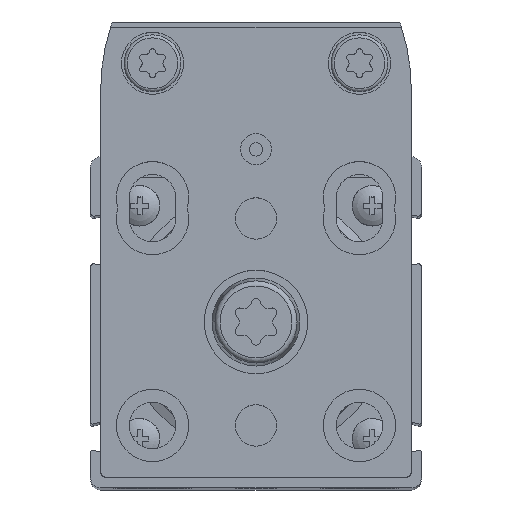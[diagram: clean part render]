
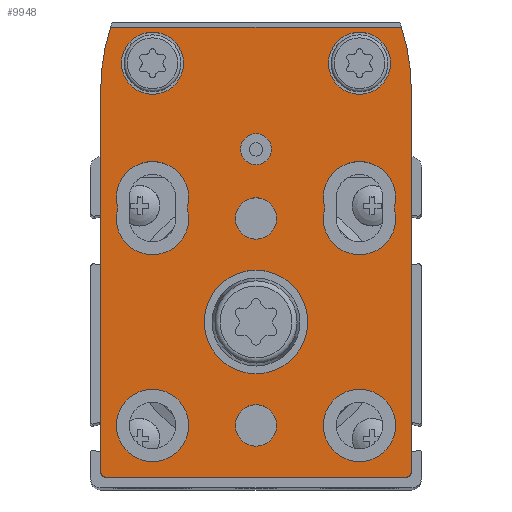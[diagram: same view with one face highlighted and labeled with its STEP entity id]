
A CAD part, top view. The second image highlights one B-rep face of the part: STEP entity #9948.
In plain terms, the highlighted planar face has unit normal (0, 0, 1).
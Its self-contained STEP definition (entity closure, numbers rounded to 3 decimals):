
#449=LINE('',#15449,#1034);
#453=LINE('',#15461,#1038);
#457=LINE('',#15473,#1042);
#462=LINE('',#15484,#1047);
#1034=VECTOR('',#12764,1000.);
#1038=VECTOR('',#12776,1000.);
#1042=VECTOR('',#12788,1000.);
#1047=VECTOR('',#12801,1000.);
#1391=PLANE('',#10797);
#1982=CIRCLE('',#10783,19.5);
#1984=CIRCLE('',#10787,0.5);
#1986=CIRCLE('',#10791,0.5);
#1988=CIRCLE('',#10795,19.5);
#1989=CIRCLE('',#10798,3.);
#1990=CIRCLE('',#10799,3.);
#1991=CIRCLE('',#10800,2.);
#1992=CIRCLE('',#10801,2.);
#1993=CIRCLE('',#10802,3.5);
#1994=CIRCLE('',#10803,3.5);
#1995=CIRCLE('',#10804,3.5);
#1996=CIRCLE('',#10805,3.5);
#1997=CIRCLE('',#10806,5.);
#1998=CIRCLE('',#10807,3.5);
#1999=CIRCLE('',#10808,3.5);
#2000=CIRCLE('',#10809,1.5);
#3457=ORIENTED_EDGE('',*,*,#5234,.T.);
#3458=ORIENTED_EDGE('',*,*,#5235,.T.);
#3459=ORIENTED_EDGE('',*,*,#5236,.F.);
#3460=ORIENTED_EDGE('',*,*,#5237,.F.);
#3461=ORIENTED_EDGE('',*,*,#5238,.F.);
#3462=ORIENTED_EDGE('',*,*,#5239,.F.);
#3463=ORIENTED_EDGE('',*,*,#5240,.F.);
#3464=ORIENTED_EDGE('',*,*,#5241,.F.);
#3465=ORIENTED_EDGE('',*,*,#5242,.T.);
#3466=ORIENTED_EDGE('',*,*,#5243,.T.);
#3467=ORIENTED_EDGE('',*,*,#5244,.T.);
#3468=ORIENTED_EDGE('',*,*,#5245,.F.);
#3469=ORIENTED_EDGE('',*,*,#5210,.T.);
#3470=ORIENTED_EDGE('',*,*,#5214,.T.);
#3471=ORIENTED_EDGE('',*,*,#5217,.T.);
#3472=ORIENTED_EDGE('',*,*,#5220,.T.);
#3473=ORIENTED_EDGE('',*,*,#5223,.T.);
#3474=ORIENTED_EDGE('',*,*,#5226,.T.);
#3475=ORIENTED_EDGE('',*,*,#5229,.T.);
#3476=ORIENTED_EDGE('',*,*,#5233,.T.);
#5210=EDGE_CURVE('',#6208,#6207,#1982,.T.);
#5214=EDGE_CURVE('',#6207,#6210,#449,.T.);
#5217=EDGE_CURVE('',#6210,#6212,#1984,.T.);
#5220=EDGE_CURVE('',#6212,#6214,#453,.T.);
#5223=EDGE_CURVE('',#6214,#6216,#1986,.T.);
#5226=EDGE_CURVE('',#6216,#6218,#457,.T.);
#5229=EDGE_CURVE('',#6218,#6220,#1988,.T.);
#5233=EDGE_CURVE('',#6220,#6208,#462,.T.);
#5234=EDGE_CURVE('',#6221,#6221,#1989,.T.);
#5235=EDGE_CURVE('',#6222,#6222,#1990,.T.);
#5236=EDGE_CURVE('',#6223,#6223,#1991,.T.);
#5237=EDGE_CURVE('',#6224,#6224,#1992,.T.);
#5238=EDGE_CURVE('',#6225,#6226,#1993,.T.);
#5239=EDGE_CURVE('',#6226,#6225,#1994,.T.);
#5240=EDGE_CURVE('',#6227,#6228,#1995,.T.);
#5241=EDGE_CURVE('',#6228,#6227,#1996,.T.);
#5242=EDGE_CURVE('',#6229,#6229,#1997,.T.);
#5243=EDGE_CURVE('',#6230,#6230,#1998,.T.);
#5244=EDGE_CURVE('',#6231,#6231,#1999,.T.);
#5245=EDGE_CURVE('',#6232,#6232,#2000,.T.);
#6207=VERTEX_POINT('',#15440);
#6208=VERTEX_POINT('',#15442);
#6210=VERTEX_POINT('',#15448);
#6212=VERTEX_POINT('',#15454);
#6214=VERTEX_POINT('',#15460);
#6216=VERTEX_POINT('',#15466);
#6218=VERTEX_POINT('',#15472);
#6220=VERTEX_POINT('',#15478);
#6221=VERTEX_POINT('',#15487);
#6222=VERTEX_POINT('',#15489);
#6223=VERTEX_POINT('',#15491);
#6224=VERTEX_POINT('',#15493);
#6225=VERTEX_POINT('',#15495);
#6226=VERTEX_POINT('',#15496);
#6227=VERTEX_POINT('',#15499);
#6228=VERTEX_POINT('',#15500);
#6229=VERTEX_POINT('',#15503);
#6230=VERTEX_POINT('',#15505);
#6231=VERTEX_POINT('',#15507);
#6232=VERTEX_POINT('',#15509);
#6955=EDGE_LOOP('',(#3457));
#6956=EDGE_LOOP('',(#3458));
#6957=EDGE_LOOP('',(#3459));
#6958=EDGE_LOOP('',(#3460));
#6959=EDGE_LOOP('',(#3461,#3462));
#6960=EDGE_LOOP('',(#3463,#3464));
#6961=EDGE_LOOP('',(#3465));
#6962=EDGE_LOOP('',(#3466));
#6963=EDGE_LOOP('',(#3467));
#6964=EDGE_LOOP('',(#3468));
#6965=EDGE_LOOP('',(#3469,#3470,#3471,#3472,#3473,#3474,#3475,#3476));
#7706=FACE_BOUND('',#6955,.T.);
#7707=FACE_BOUND('',#6956,.T.);
#7708=FACE_BOUND('',#6957,.T.);
#7709=FACE_BOUND('',#6958,.T.);
#7710=FACE_BOUND('',#6959,.T.);
#7711=FACE_BOUND('',#6960,.T.);
#7712=FACE_BOUND('',#6961,.T.);
#7713=FACE_BOUND('',#6962,.T.);
#7714=FACE_BOUND('',#6963,.T.);
#7715=FACE_BOUND('',#6964,.T.);
#7716=FACE_BOUND('',#6965,.T.);
#9948=ADVANCED_FACE('',(#7706,#7707,#7708,#7709,#7710,#7711,#7712,#7713,
#7714,#7715,#7716),#1391,.T.);
#10783=AXIS2_PLACEMENT_3D('',#15441,#12757,#12758);
#10787=AXIS2_PLACEMENT_3D('',#15455,#12770,#12771);
#10791=AXIS2_PLACEMENT_3D('',#15467,#12782,#12783);
#10795=AXIS2_PLACEMENT_3D('',#15479,#12794,#12795);
#10797=AXIS2_PLACEMENT_3D('',#15485,#12802,#12803);
#10798=AXIS2_PLACEMENT_3D('',#15486,#12804,#12805);
#10799=AXIS2_PLACEMENT_3D('',#15488,#12806,#12807);
#10800=AXIS2_PLACEMENT_3D('',#15490,#12808,#12809);
#10801=AXIS2_PLACEMENT_3D('',#15492,#12810,#12811);
#10802=AXIS2_PLACEMENT_3D('',#15494,#12812,#12813);
#10803=AXIS2_PLACEMENT_3D('',#15497,#12814,#12815);
#10804=AXIS2_PLACEMENT_3D('',#15498,#12816,#12817);
#10805=AXIS2_PLACEMENT_3D('',#15501,#12818,#12819);
#10806=AXIS2_PLACEMENT_3D('',#15502,#12820,#12821);
#10807=AXIS2_PLACEMENT_3D('',#15504,#12822,#12823);
#10808=AXIS2_PLACEMENT_3D('',#15506,#12824,#12825);
#10809=AXIS2_PLACEMENT_3D('',#15508,#12826,#12827);
#12757=DIRECTION('',(0.,0.,1.));
#12758=DIRECTION('',(1.,0.,0.));
#12764=DIRECTION('',(0.,-1.,0.));
#12770=DIRECTION('',(0.,0.,1.));
#12771=DIRECTION('',(1.,0.,0.));
#12776=DIRECTION('',(1.,0.,0.));
#12782=DIRECTION('',(0.,0.,1.));
#12783=DIRECTION('',(1.,0.,0.));
#12788=DIRECTION('',(0.,1.,0.));
#12794=DIRECTION('',(0.,0.,1.));
#12795=DIRECTION('',(1.,0.,0.));
#12801=DIRECTION('',(-1.,0.,0.));
#12802=DIRECTION('',(0.,0.,1.));
#12803=DIRECTION('',(1.,0.,0.));
#12804=DIRECTION('',(0.,0.,-1.));
#12805=DIRECTION('',(-1.,0.,0.));
#12806=DIRECTION('',(0.,0.,-1.));
#12807=DIRECTION('',(-1.,0.,0.));
#12808=DIRECTION('',(0.,0.,1.));
#12809=DIRECTION('',(1.,0.,0.));
#12810=DIRECTION('',(0.,0.,1.));
#12811=DIRECTION('',(1.,0.,0.));
#12812=DIRECTION('',(0.,0.,1.));
#12813=DIRECTION('',(1.,0.,0.));
#12814=DIRECTION('',(0.,0.,1.));
#12815=DIRECTION('',(1.,0.,0.));
#12816=DIRECTION('',(0.,0.,1.));
#12817=DIRECTION('',(1.,0.,0.));
#12818=DIRECTION('',(0.,0.,1.));
#12819=DIRECTION('',(1.,0.,0.));
#12820=DIRECTION('',(0.,0.,-1.));
#12821=DIRECTION('',(-1.,0.,0.));
#12822=DIRECTION('',(0.,0.,-1.));
#12823=DIRECTION('',(-1.,0.,0.));
#12824=DIRECTION('',(0.,0.,-1.));
#12825=DIRECTION('',(-1.,0.,0.));
#12826=DIRECTION('',(0.,0.,1.));
#12827=DIRECTION('',(1.,0.,0.));
#15440=CARTESIAN_POINT('',(-15.,22.5,8.));
#15441=CARTESIAN_POINT('',(4.5,22.5,8.));
#15442=CARTESIAN_POINT('',(-14.054,28.5,8.));
#15448=CARTESIAN_POINT('',(-15.,-14.5,8.));
#15449=CARTESIAN_POINT('',(-15.,22.5,8.));
#15454=CARTESIAN_POINT('',(-14.5,-15.,8.));
#15455=CARTESIAN_POINT('',(-14.5,-14.5,8.));
#15460=CARTESIAN_POINT('',(14.5,-15.,8.));
#15461=CARTESIAN_POINT('',(-14.5,-15.,8.));
#15466=CARTESIAN_POINT('',(15.,-14.5,8.));
#15467=CARTESIAN_POINT('',(14.5,-14.5,8.));
#15472=CARTESIAN_POINT('',(15.,22.5,8.));
#15473=CARTESIAN_POINT('',(15.,-14.5,8.));
#15478=CARTESIAN_POINT('',(14.054,28.5,8.));
#15479=CARTESIAN_POINT('',(-4.5,22.5,8.));
#15484=CARTESIAN_POINT('',(14.054,28.5,8.));
#15485=CARTESIAN_POINT('',(4.5,22.5,8.));
#15486=CARTESIAN_POINT('',(10.,25.,8.));
#15487=CARTESIAN_POINT('',(7.,25.,8.));
#15488=CARTESIAN_POINT('',(-10.,25.,8.));
#15489=CARTESIAN_POINT('',(-13.,25.,8.));
#15490=CARTESIAN_POINT('',(0.,-10.,8.));
#15491=CARTESIAN_POINT('',(2.,-10.,8.));
#15492=CARTESIAN_POINT('',(0.,10.,8.));
#15493=CARTESIAN_POINT('',(2.,10.,8.));
#15494=CARTESIAN_POINT('',(-10.,10.,8.));
#15495=CARTESIAN_POINT('',(-13.354,11.,8.));
#15496=CARTESIAN_POINT('',(-6.646,11.,8.));
#15497=CARTESIAN_POINT('',(-10.,12.,8.));
#15498=CARTESIAN_POINT('',(10.,10.,8.));
#15499=CARTESIAN_POINT('',(6.646,11.,8.));
#15500=CARTESIAN_POINT('',(13.354,11.,8.));
#15501=CARTESIAN_POINT('',(10.,12.,8.));
#15502=CARTESIAN_POINT('',(0.,0.,8.));
#15503=CARTESIAN_POINT('',(-5.,0.,8.));
#15504=CARTESIAN_POINT('',(-10.,-10.,8.));
#15505=CARTESIAN_POINT('',(-13.5,-10.,8.));
#15506=CARTESIAN_POINT('',(10.,-10.,8.));
#15507=CARTESIAN_POINT('',(6.5,-10.,8.));
#15508=CARTESIAN_POINT('',(0.,16.7,8.));
#15509=CARTESIAN_POINT('',(1.5,16.7,8.));
